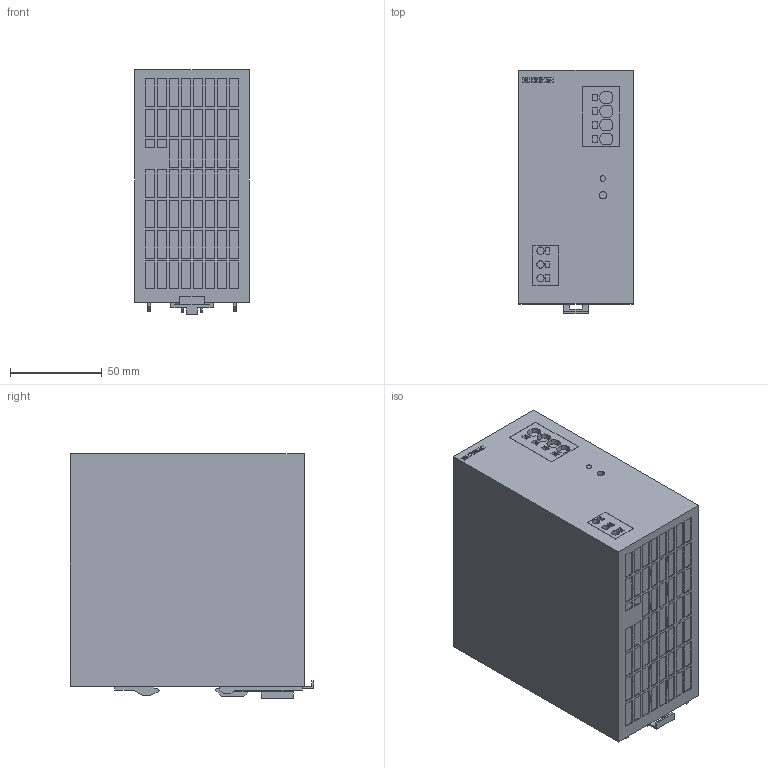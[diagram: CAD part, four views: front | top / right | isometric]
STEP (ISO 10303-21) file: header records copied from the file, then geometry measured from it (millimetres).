
FILE_DESCRIPTION (( 'STEP AP214' ), '1' );
FILE_NAME ('842242.STEP', '2024-01-25T09:11:44', ( '' ), ( '' ), 'SwSTEP 2.0', 'SolidWorks 2022', '' );
FILE_SCHEMA (( 'AUTOMOTIVE_DESIGN' ));
Length unit declared in the file: millimetre
Products named in the file (1): 842242
Bounding box: 62 x 132.2 x 133 mm (x, y, z)
Volume: 994354.4 mm3; surface area: 68252.5 mm2
Topology: 1 solids, 1 shells, 937 faces, 2364 edges, 1574 vertices
Faces by surface type: plane 895, cylinder 36, bspline 6
Entity records: 27702 total; most frequent: CARTESIAN_POINT 5020, ORIENTED_EDGE 4728, DIRECTION 4288, EDGE_CURVE 2364, VECTOR 2280, LINE 2280, VERTEX_POINT 1574, EDGE_LOOP 1084
